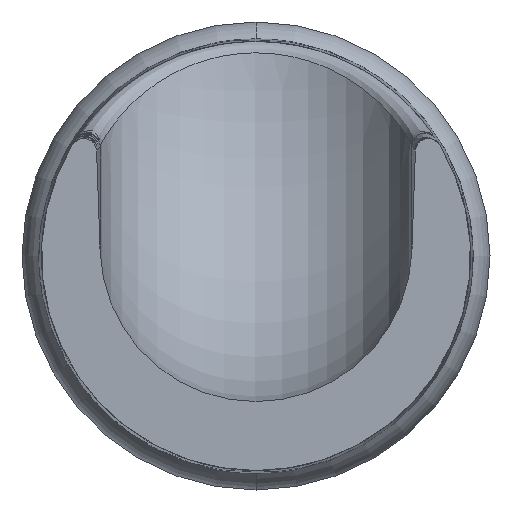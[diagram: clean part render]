
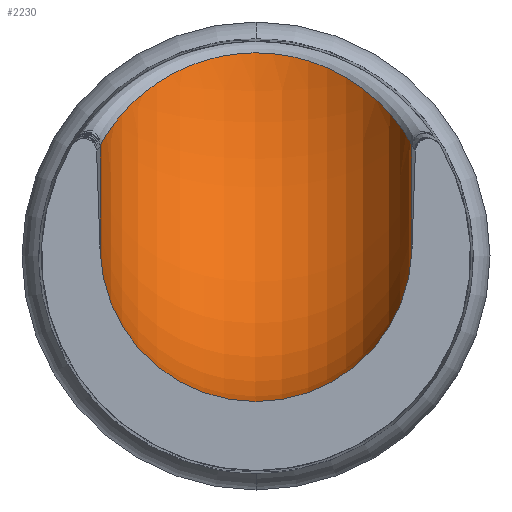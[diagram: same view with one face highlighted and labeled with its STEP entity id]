
A CAD part, front view. The second image highlights one B-rep face of the part: STEP entity #2230.
In plain terms, the highlighted toroidal (fillet/blend) face has major radius 0.941 mm and minor radius 0.6 mm.
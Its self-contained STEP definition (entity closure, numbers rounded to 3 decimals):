
#42 = ORIENTED_EDGE ( 'NONE', *, *, #1924, .T. ) ;
#55 = CARTESIAN_POINT ( 'NONE',  ( -0.583, -10.231, 0.458 ) ) ;
#148 = TOROIDAL_SURFACE ( 'NONE', #2249, 0.941, 0.6 ) ;
#216 = DIRECTION ( 'NONE',  ( 1., 0., 0. ) ) ;
#239 = CARTESIAN_POINT ( 'NONE',  ( -0.6, -11.2, 0.981 ) ) ;
#315 = CIRCLE ( 'NONE', #1457, 0.6 ) ;
#368 = VERTEX_POINT ( 'NONE', #1270 ) ;
#704 = CARTESIAN_POINT ( 'NONE',  ( 0., -11.2, 0.04 ) ) ;
#784 = AXIS2_PLACEMENT_3D ( 'NONE', #927, #216, #4585 ) ;
#912 = CIRCLE ( 'NONE', #3880, 0.962 ) ;
#927 = CARTESIAN_POINT ( 'NONE',  ( 0.6, -11.2, 0.981 ) ) ;
#930 = CARTESIAN_POINT ( 'NONE',  ( -0.6, -10.416, 0.424 ) ) ;
#973 = CARTESIAN_POINT ( 'NONE',  ( 0.6, -10.416, 0.424 ) ) ;
#1018 = CARTESIAN_POINT ( 'NONE',  ( 0., -11.2, 0.04 ) ) ;
#1157 = ORIENTED_EDGE ( 'NONE', *, *, #2083, .T. ) ;
#1270 = CARTESIAN_POINT ( 'NONE',  ( 0., -11.2, -0.56 ) ) ;
#1334 = CARTESIAN_POINT ( 'NONE',  ( 0.6, -11.2, 0.019 ) ) ;
#1389 = DIRECTION ( 'NONE',  ( 0., 0., -1. ) ) ;
#1437 = CARTESIAN_POINT ( 'NONE',  ( 0.534, -10.063, 0.526 ) ) ;
#1457 = AXIS2_PLACEMENT_3D ( 'NONE', #1018, #3219, #1389 ) ;
#1465 = B_SPLINE_CURVE_WITH_KNOTS ( 'NONE', 3,
 ( #3297, #2577, #1864, #1437, #3992, #2212, #3628, #3279, #2508, #1796, #3229, #3597, #1815, #2897, #4403, #55, #4024, #2197 ),
 .UNSPECIFIED., .F., .F.,
 ( 4, 2, 2, 2, 2, 2, 2, 2, 4 ),
 ( 0., 0., 0.001, 0.001, 0.001, 0.001, 0.002, 0.002, 0.002 ),
 .UNSPECIFIED. ) ;
#1557 = EDGE_CURVE ( 'Defeature ausgef�hrt1_35+Defeature ausgef�hrt1_34+Defeature ausgef�hrt1_38+Defeature ausgef�hrt1_42', #4383, #1842, #912, .T. ) ;
#1754 = CARTESIAN_POINT ( 'NONE',  ( 0., -11.2, 0.981 ) ) ;
#1758 = DIRECTION ( 'NONE',  ( 0., -1., 0. ) ) ;
#1796 = CARTESIAN_POINT ( 'NONE',  ( -0.095, -9.672, 0.781 ) ) ;
#1815 = CARTESIAN_POINT ( 'NONE',  ( -0.403, -9.846, 0.653 ) ) ;
#1842 = VERTEX_POINT ( 'NONE', #930 ) ;
#1856 = FACE_OUTER_BOUND ( 'NONE', #3005, .T. ) ;
#1864 = CARTESIAN_POINT ( 'NONE',  ( 0.583, -10.231, 0.458 ) ) ;
#1924 = EDGE_CURVE ( 'Defeature ausgef�hrt1_34+Defeature ausgef�hrt1_36+Defeature ausgef�hrt1_35+Defeature ausgef�hrt1_33', #4383, #368, #4174, .T. ) ;
#2031 = DIRECTION ( 'NONE',  ( 0., 0., -1. ) ) ;
#2083 = EDGE_CURVE ( 'Defeature ausgef�hrt1_34+Defeature ausgef�hrt1_33+Defeature ausgef�hrt1_36+Defeature ausgef�hrt1_41', #3654, #2866, #3834, .T. ) ;
#2197 = CARTESIAN_POINT ( 'NONE',  ( -0.6, -10.416, 0.424 ) ) ;
#2212 = CARTESIAN_POINT ( 'NONE',  ( 0.403, -9.846, 0.653 ) ) ;
#2230 = ADVANCED_FACE ( 'Defeature ausgef�hrt1_34', ( #1856 ), #148, .F. ) ;
#2249 = AXIS2_PLACEMENT_3D ( 'NONE', #1754, #3551, #2847 ) ;
#2508 = CARTESIAN_POINT ( 'NONE',  ( 0.095, -9.672, 0.782 ) ) ;
#2577 = CARTESIAN_POINT ( 'NONE',  ( 0.597, -10.321, 0.431 ) ) ;
#2794 = AXIS2_PLACEMENT_3D ( 'NONE', #704, #1758, #4344 ) ;
#2847 = DIRECTION ( 'NONE',  ( 0., 0., -1. ) ) ;
#2866 = VERTEX_POINT ( 'NONE', #973 ) ;
#2897 = CARTESIAN_POINT ( 'NONE',  ( -0.499, -9.985, 0.568 ) ) ;
#3005 = EDGE_LOOP ( 'NONE', ( #1157, #3132, #3948, #42, #4387 ) ) ;
#3010 = EDGE_CURVE ( 'Defeature ausgef�hrt1_34+Defeature ausgef�hrt1_41+Defeature ausgef�hrt1_33+Defeature ausgef�hrt1_35', #2866, #1842, #1465, .T. ) ;
#3132 = ORIENTED_EDGE ( 'NONE', *, *, #3010, .T. ) ;
#3219 = DIRECTION ( 'NONE',  ( 0., -1., 0. ) ) ;
#3229 = CARTESIAN_POINT ( 'NONE',  ( -0.188, -9.698, 0.76 ) ) ;
#3279 = CARTESIAN_POINT ( 'NONE',  ( 0.187, -9.698, 0.761 ) ) ;
#3288 = DIRECTION ( 'NONE',  ( 1., 0., 0. ) ) ;
#3297 = CARTESIAN_POINT ( 'NONE',  ( 0.6, -10.416, 0.424 ) ) ;
#3460 = CARTESIAN_POINT ( 'NONE',  ( -0.6, -11.2, 0.019 ) ) ;
#3551 = DIRECTION ( 'NONE',  ( 1., 0., 0. ) ) ;
#3597 = CARTESIAN_POINT ( 'NONE',  ( -0.341, -9.786, 0.695 ) ) ;
#3628 = CARTESIAN_POINT ( 'NONE',  ( 0.342, -9.786, 0.695 ) ) ;
#3654 = VERTEX_POINT ( 'NONE', #1334 ) ;
#3834 = CIRCLE ( 'NONE', #784, 0.962 ) ;
#3880 = AXIS2_PLACEMENT_3D ( 'NONE', #239, #3288, #2031 ) ;
#3948 = ORIENTED_EDGE ( 'NONE', *, *, #1557, .F. ) ;
#3992 = CARTESIAN_POINT ( 'NONE',  ( 0.499, -9.985, 0.568 ) ) ;
#4024 = CARTESIAN_POINT ( 'NONE',  ( -0.597, -10.321, 0.431 ) ) ;
#4174 = CIRCLE ( 'NONE', #2794, 0.6 ) ;
#4199 = EDGE_CURVE ( 'Defeature ausgef�hrt1_34+Defeature ausgef�hrt1_36+Defeature ausgef�hrt1_35+Defeature ausgef�hrt1_33', #368, #3654, #315, .T. ) ;
#4344 = DIRECTION ( 'NONE',  ( 0., 0., -1. ) ) ;
#4383 = VERTEX_POINT ( 'NONE', #3460 ) ;
#4387 = ORIENTED_EDGE ( 'NONE', *, *, #4199, .T. ) ;
#4403 = CARTESIAN_POINT ( 'NONE',  ( -0.534, -10.063, 0.527 ) ) ;
#4585 = DIRECTION ( 'NONE',  ( 0., 0., -1. ) ) ;
